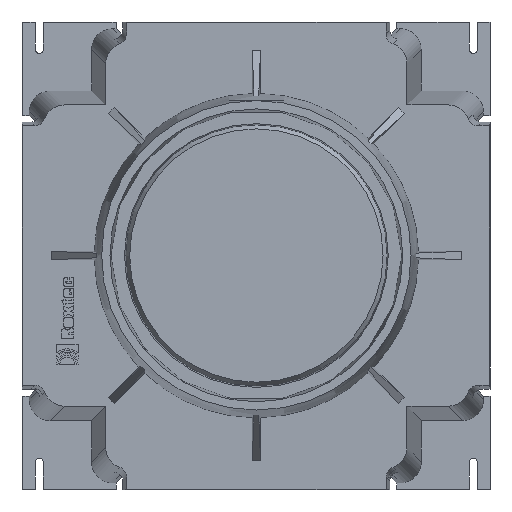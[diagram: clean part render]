
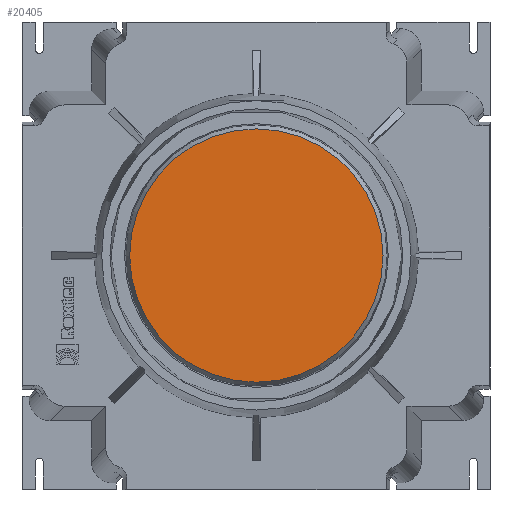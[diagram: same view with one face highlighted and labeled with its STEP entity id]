
A CAD part, top view. The second image highlights one B-rep face of the part: STEP entity #20405.
In plain terms, the highlighted planar face has unit normal (0, 0, 1).
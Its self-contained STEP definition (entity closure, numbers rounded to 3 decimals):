
#534=CIRCLE('',#21534,61.);
#535=CIRCLE('',#21535,61.);
#1506=FACE_OUTER_BOUND('',#2555,.T.);
#2555=EDGE_LOOP('',(#17530,#17531));
#9257=VERTEX_POINT('',#34190);
#9258=VERTEX_POINT('',#34191);
#12048=EDGE_CURVE('',#9257,#9258,#534,.T.);
#12049=EDGE_CURVE('',#9258,#9257,#535,.T.);
#17530=ORIENTED_EDGE('',*,*,#12048,.T.);
#17531=ORIENTED_EDGE('',*,*,#12049,.T.);
#18429=PLANE('',#21533);
#20405=ADVANCED_FACE('',(#1506),#18429,.T.);
#21533=AXIS2_PLACEMENT_3D('',#34189,#25957,#25958);
#21534=AXIS2_PLACEMENT_3D('',#34192,#25959,#25960);
#21535=AXIS2_PLACEMENT_3D('',#34193,#25961,#25962);
#25957=DIRECTION('center_axis',(0.,0.,1.));
#25958=DIRECTION('ref_axis',(1.,0.,0.));
#25959=DIRECTION('center_axis',(0.,0.,1.));
#25960=DIRECTION('ref_axis',(0.,-1.,0.));
#25961=DIRECTION('center_axis',(0.,0.,1.));
#25962=DIRECTION('ref_axis',(0.,-1.,0.));
#34189=CARTESIAN_POINT('Origin',(0.,-30.5,-2.));
#34190=CARTESIAN_POINT('',(0.,-61.,-2.));
#34191=CARTESIAN_POINT('',(0.,61.,-2.));
#34192=CARTESIAN_POINT('Origin',(0.,0.,-2.));
#34193=CARTESIAN_POINT('Origin',(0.,0.,-2.));
